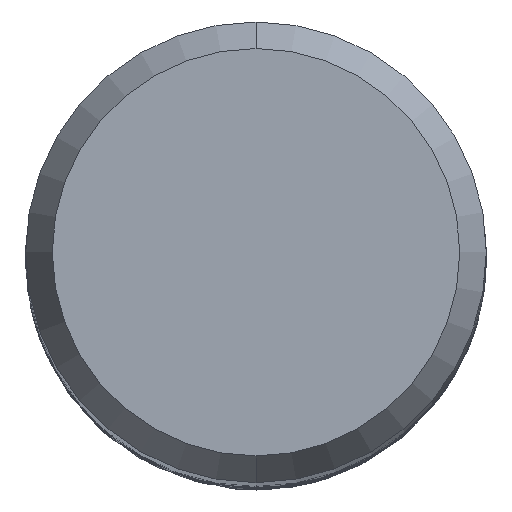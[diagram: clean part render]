
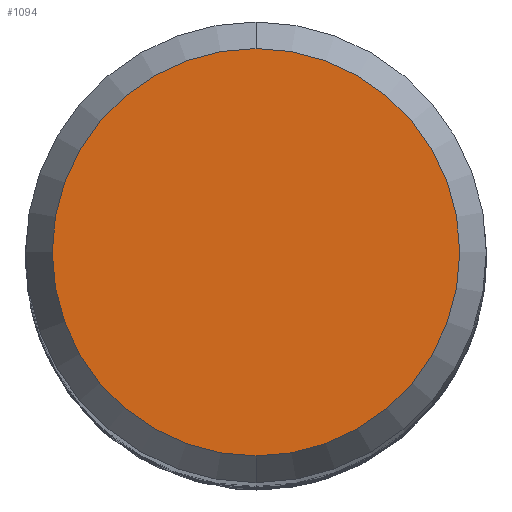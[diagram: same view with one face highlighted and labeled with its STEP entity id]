
A CAD part, top view. The second image highlights one B-rep face of the part: STEP entity #1094.
In plain terms, the highlighted planar face has unit normal (0, 0, 1).
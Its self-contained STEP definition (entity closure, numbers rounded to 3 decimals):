
#896=EDGE_CURVE('',#1612,#1294,#2070,.T.);
#1094=ADVANCED_FACE('',(#2281),#2282,.T.);
#1294=VERTEX_POINT('',#2501);
#1504=EDGE_CURVE('',#1294,#1612,#2729,.T.);
#1612=VERTEX_POINT('',#2845);
#2070=CIRCLE('',#6327,3.538);
#2281=FACE_OUTER_BOUND('',#8202,.T.);
#2282=PLANE('',#8203);
#2501=CARTESIAN_POINT('',(0.,-3.538,0.0));
#2729=CIRCLE('',#13887,3.538);
#2845=CARTESIAN_POINT('',(0.0,3.538,0.0));
#6327=AXIS2_PLACEMENT_3D('',#15902,#15903,#15904);
#8202=EDGE_LOOP('',(#16121,#16122));
#8203=AXIS2_PLACEMENT_3D('',#16123,#16124,#16125);
#13887=AXIS2_PLACEMENT_3D('',#16571,#16572,#16573);
#15902=CARTESIAN_POINT('',(0.0,0.0,0.0));
#15903=DIRECTION('',(0.0,0.0,-1.0));
#15904=DIRECTION('',(0.0,1.0,0.0));
#16121=ORIENTED_EDGE('',*,*,#896,.F.);
#16122=ORIENTED_EDGE('',*,*,#1504,.F.);
#16123=CARTESIAN_POINT('',(0.0,1.769,0.0));
#16124=DIRECTION('',(-0.0,0.0,1.0));
#16125=DIRECTION('',(0.0,-1.0,0.0));
#16571=CARTESIAN_POINT('',(0.0,0.0,0.0));
#16572=DIRECTION('',(0.0,0.0,-1.0));
#16573=DIRECTION('',(0.0,1.0,0.0));
